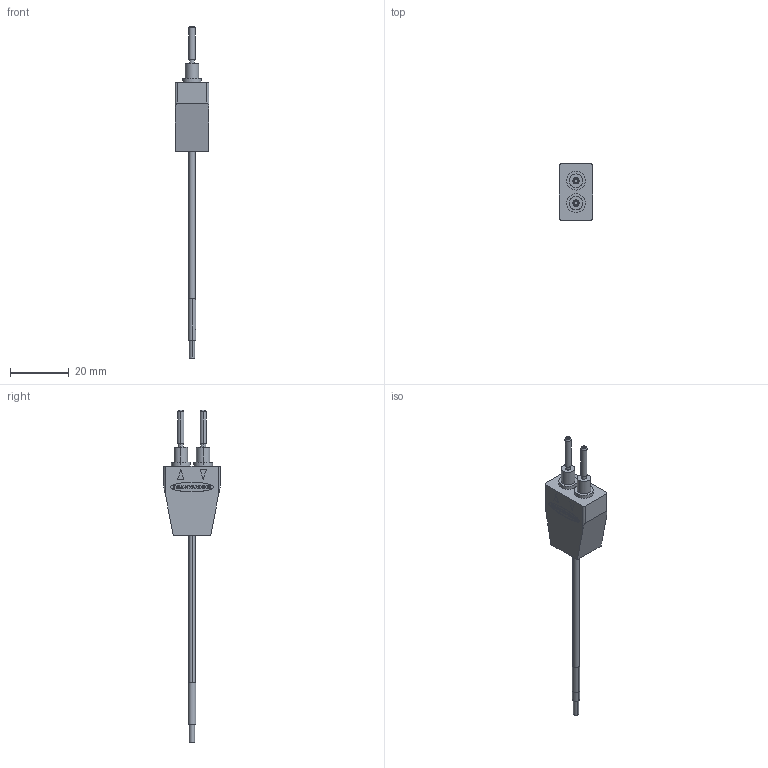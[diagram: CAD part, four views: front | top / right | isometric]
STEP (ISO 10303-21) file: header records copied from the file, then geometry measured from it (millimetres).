
FILE_DESCRIPTION((''),'2;1');
FILE_NAME('191569_ASM','2016-02-16T',('pdmadmin'),(''),'PRO/ENGINEER BY PARAMETRIC TECHNOLOGY CORPORATION, 2013230','PRO/ENGINEER BY PARAMETRIC TECHNOLOGY CORPORATION, 2013230','');
FILE_SCHEMA(('CONFIG_CONTROL_DESIGN'));
Length unit declared in the file: inch
Products named in the file (6): 38734; 40197; 39365; 39897; 38637_ASM; 191569_ASM
Assembly tree (6 placements, depth 3):
  191569_ASM
    38637_ASM
      38734
      40197
      39365  x2
      39897
Bounding box: 11.43 x 19.05 x 112.74 mm (x, y, z)
Volume: 3718.5 mm3; surface area: 4457.1 mm2
Topology: 15 solids, 15 shells, 576 faces, 1523 edges, 1002 vertices
Faces by surface type: plane 314, cylinder 230, cone 28, torus 4
Entity records: 17242 total; most frequent: CARTESIAN_POINT 3029, DIRECTION 3015, ORIENTED_EDGE 2914, EDGE_CURVE 1457, VECTOR 1011, LINE 1011, AXIS2_PLACEMENT_3D 1002, VERTEX_POINT 962
